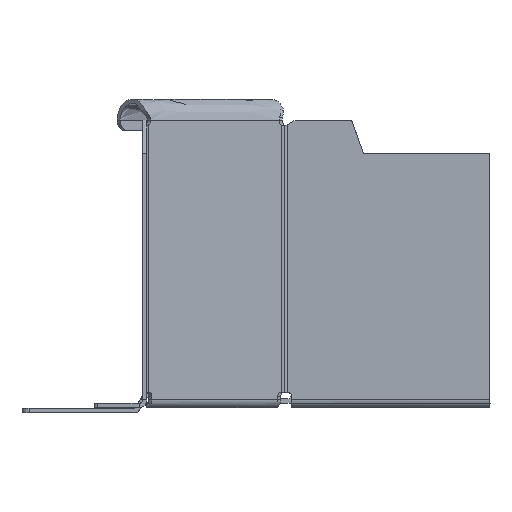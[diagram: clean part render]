
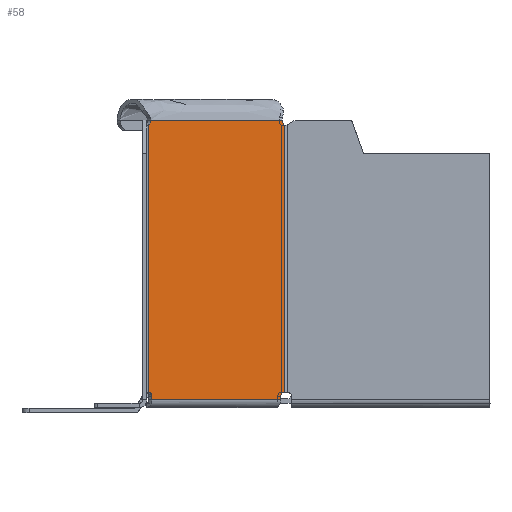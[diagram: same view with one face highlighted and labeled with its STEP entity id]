
A CAD part, front view. The second image highlights one B-rep face of the part: STEP entity #58.
In plain terms, the highlighted planar face has unit normal (0.707, -0.707, 0).
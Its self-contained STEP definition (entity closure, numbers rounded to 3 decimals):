
#58=ADVANCED_FACE('',(#456),#5967,.T.);
#456=FACE_OUTER_BOUND('',#854,.T.);
#854=EDGE_LOOP('',(#1335,#1336,#1337,#1338,#1339,#1340,#1341,#1342,#1343,
#1344,#1345,#1346));
#1335=ORIENTED_EDGE('',*,*,#3295,.F.);
#1336=ORIENTED_EDGE('',*,*,#3302,.F.);
#1337=ORIENTED_EDGE('',*,*,#3301,.F.);
#1338=ORIENTED_EDGE('',*,*,#3300,.F.);
#1339=ORIENTED_EDGE('',*,*,#3298,.F.);
#1340=ORIENTED_EDGE('',*,*,#3304,.F.);
#1341=ORIENTED_EDGE('',*,*,#3317,.F.);
#1342=ORIENTED_EDGE('',*,*,#3303,.F.);
#1343=ORIENTED_EDGE('',*,*,#3296,.F.);
#1344=ORIENTED_EDGE('',*,*,#3299,.F.);
#1345=ORIENTED_EDGE('',*,*,#3297,.F.);
#1346=ORIENTED_EDGE('',*,*,#3329,.F.);
#3295=EDGE_CURVE('',#5302,#5301,#4427,.T.);
#3296=EDGE_CURVE('',#5303,#5304,#4428,.T.);
#3297=EDGE_CURVE('',#5272,#5305,#4429,.T.);
#3298=EDGE_CURVE('',#5306,#5307,#4430,.T.);
#3299=EDGE_CURVE('',#5305,#5303,#4275,.T.);
#3300=EDGE_CURVE('',#5307,#5308,#4431,.T.);
#3301=EDGE_CURVE('',#5308,#5309,#4276,.T.);
#3302=EDGE_CURVE('',#5309,#5302,#4432,.T.);
#3303=EDGE_CURVE('',#5304,#5310,#4433,.T.);
#3304=EDGE_CURVE('',#5311,#5306,#4434,.T.);
#3317=EDGE_CURVE('',#5310,#5311,#4278,.T.);
#3329=EDGE_CURVE('',#5301,#5272,#4282,.T.);
#4275=(
BOUNDED_CURVE()
B_SPLINE_CURVE(2,(#8771,#8772,#8773),.UNSPECIFIED.,.F.,.F.)
B_SPLINE_CURVE_WITH_KNOTS((3,3),(0.,1.937),.UNSPECIFIED.)
CURVE()
GEOMETRIC_REPRESENTATION_ITEM()
RATIONAL_B_SPLINE_CURVE((1.,0.799,1.))
REPRESENTATION_ITEM('')
);
#4276=(
BOUNDED_CURVE()
B_SPLINE_CURVE(2,(#8776,#8777,#8778),.UNSPECIFIED.,.F.,.F.)
B_SPLINE_CURVE_WITH_KNOTS((3,3),(-1.571,0.),.UNSPECIFIED.)
CURVE()
GEOMETRIC_REPRESENTATION_ITEM()
RATIONAL_B_SPLINE_CURVE((1.,0.707,1.))
REPRESENTATION_ITEM('')
);
#4278=(
BOUNDED_CURVE()
B_SPLINE_CURVE(2,(#8810,#8811,#8812),.UNSPECIFIED.,.F.,.F.)
B_SPLINE_CURVE_WITH_KNOTS((3,3),(0.,1.571),.UNSPECIFIED.)
CURVE()
GEOMETRIC_REPRESENTATION_ITEM()
RATIONAL_B_SPLINE_CURVE((1.,0.707,1.))
REPRESENTATION_ITEM('')
);
#4282=(
BOUNDED_CURVE()
B_SPLINE_CURVE(2,(#8838,#8839,#8840),.UNSPECIFIED.,.F.,.F.)
B_SPLINE_CURVE_WITH_KNOTS((3,3),(0.,1.937),.UNSPECIFIED.)
CURVE()
GEOMETRIC_REPRESENTATION_ITEM()
RATIONAL_B_SPLINE_CURVE((1.,0.799,1.))
REPRESENTATION_ITEM('')
);
#4427=B_SPLINE_CURVE_WITH_KNOTS('',1,(#8763,#8764),.UNSPECIFIED.,.F.,.F.,
(2,2),(-76.308,0.),.UNSPECIFIED.);
#4428=B_SPLINE_CURVE_WITH_KNOTS('',1,(#8765,#8766),.UNSPECIFIED.,.F.,.F.,
(2,2),(-76.308,0.),.UNSPECIFIED.);
#4429=B_SPLINE_CURVE_WITH_KNOTS('',1,(#8767,#8768),.UNSPECIFIED.,.F.,.F.,
(2,2),(0.,53.),.UNSPECIFIED.);
#4430=B_SPLINE_CURVE_WITH_KNOTS('',1,(#8769,#8770),.UNSPECIFIED.,.F.,.F.,
(2,2),(-52.,0.),.UNSPECIFIED.);
#4431=B_SPLINE_CURVE_WITH_KNOTS('',1,(#8774,#8775),.UNSPECIFIED.,.F.,.F.,
(2,2),(-1.,0.),.UNSPECIFIED.);
#4432=B_SPLINE_CURVE_WITH_KNOTS('',1,(#8779,#8780),.UNSPECIFIED.,.F.,.F.,
(2,2),(-0.586,0.),.UNSPECIFIED.);
#4433=B_SPLINE_CURVE_WITH_KNOTS('',1,(#8781,#8782),.UNSPECIFIED.,.F.,.F.,
(2,2),(0.,0.586),.UNSPECIFIED.);
#4434=B_SPLINE_CURVE_WITH_KNOTS('',1,(#8783,#8784),.UNSPECIFIED.,.F.,.F.,
(2,2),(0.,1.),.UNSPECIFIED.);
#5272=VERTEX_POINT('',#7975);
#5301=VERTEX_POINT('',#8004);
#5302=VERTEX_POINT('',#8005);
#5303=VERTEX_POINT('',#8006);
#5304=VERTEX_POINT('',#8007);
#5305=VERTEX_POINT('',#8008);
#5306=VERTEX_POINT('',#8009);
#5307=VERTEX_POINT('',#8010);
#5308=VERTEX_POINT('',#8011);
#5309=VERTEX_POINT('',#8012);
#5310=VERTEX_POINT('',#8013);
#5311=VERTEX_POINT('',#8014);
#5967=PLANE('',#6336);
#6336=AXIS2_PLACEMENT_3D('',#7480,#6588,$);
#6588=DIRECTION('',(0.707,-0.707,0.));
#7480=CARTESIAN_POINT('',(78.859,-148.141,90.176));
#7975=CARTESIAN_POINT('',(36.713,-190.287,82.2));
#8004=CARTESIAN_POINT('',(35.945,-191.055,80.758));
#8005=CARTESIAN_POINT('',(35.945,-191.055,4.45));
#8006=CARTESIAN_POINT('',(74.957,-152.043,80.758));
#8007=CARTESIAN_POINT('',(74.957,-152.043,4.45));
#8008=CARTESIAN_POINT('',(74.189,-152.811,82.2));
#8009=CARTESIAN_POINT('',(73.836,-153.164,2.45));
#8010=CARTESIAN_POINT('',(37.066,-189.934,2.45));
#8011=CARTESIAN_POINT('',(37.066,-189.934,3.45));
#8012=CARTESIAN_POINT('',(36.359,-190.641,4.45));
#8013=CARTESIAN_POINT('',(74.543,-152.457,4.45));
#8014=CARTESIAN_POINT('',(73.836,-153.164,3.45));
#8763=CARTESIAN_POINT('',(35.945,-191.055,4.45));
#8764=CARTESIAN_POINT('',(35.945,-191.055,80.758));
#8765=CARTESIAN_POINT('',(74.957,-152.043,80.758));
#8766=CARTESIAN_POINT('',(74.957,-152.043,4.45));
#8767=CARTESIAN_POINT('',(36.713,-190.287,82.2));
#8768=CARTESIAN_POINT('',(74.189,-152.811,82.2));
#8769=CARTESIAN_POINT('',(73.836,-153.164,2.45));
#8770=CARTESIAN_POINT('',(37.066,-189.934,2.45));
#8771=CARTESIAN_POINT('',(74.189,-152.811,82.2));
#8772=CARTESIAN_POINT('',(74.189,-152.811,81.07));
#8773=CARTESIAN_POINT('',(74.957,-152.043,80.758));
#8774=CARTESIAN_POINT('',(37.066,-189.934,2.45));
#8775=CARTESIAN_POINT('',(37.066,-189.934,3.45));
#8776=CARTESIAN_POINT('',(37.066,-189.934,3.45));
#8777=CARTESIAN_POINT('',(37.066,-189.934,4.45));
#8778=CARTESIAN_POINT('',(36.359,-190.641,4.45));
#8779=CARTESIAN_POINT('',(36.359,-190.641,4.45));
#8780=CARTESIAN_POINT('',(35.945,-191.055,4.45));
#8781=CARTESIAN_POINT('',(74.957,-152.043,4.45));
#8782=CARTESIAN_POINT('',(74.543,-152.457,4.45));
#8783=CARTESIAN_POINT('',(73.836,-153.164,3.45));
#8784=CARTESIAN_POINT('',(73.836,-153.164,2.45));
#8810=CARTESIAN_POINT('',(74.543,-152.457,4.45));
#8811=CARTESIAN_POINT('',(73.836,-153.164,4.45));
#8812=CARTESIAN_POINT('',(73.836,-153.164,3.45));
#8838=CARTESIAN_POINT('',(35.945,-191.055,80.758));
#8839=CARTESIAN_POINT('',(36.713,-190.287,81.07));
#8840=CARTESIAN_POINT('',(36.713,-190.287,82.2));
